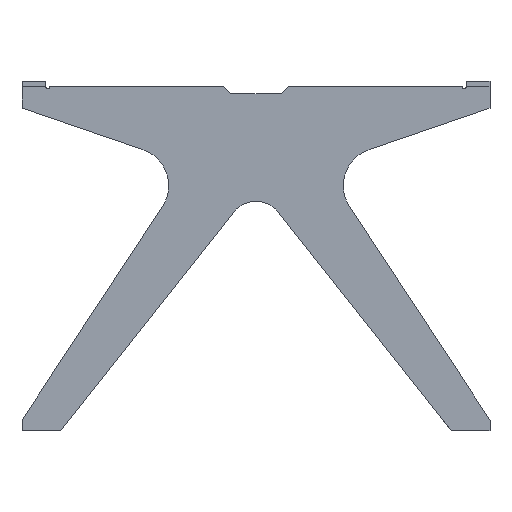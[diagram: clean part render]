
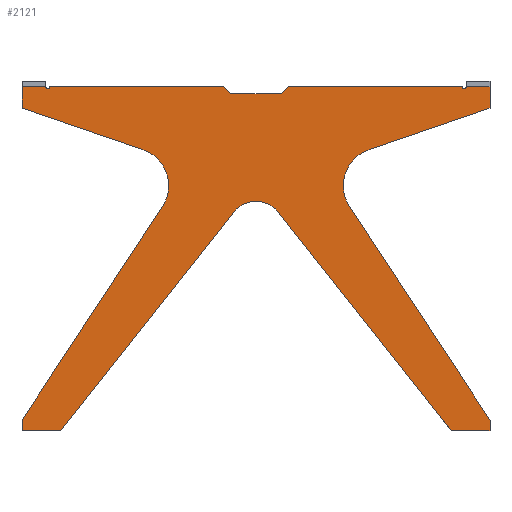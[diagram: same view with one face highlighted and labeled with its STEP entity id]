
A CAD part, left-side view. The second image highlights one B-rep face of the part: STEP entity #2121.
In plain terms, the highlighted planar face has unit normal (-1, 0, 0).
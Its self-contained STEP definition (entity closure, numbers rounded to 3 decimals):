
#61=CARTESIAN_POINT('Vertex',(0.,490.,0.)) ;
#66=CARTESIAN_POINT('Line Origine',(0.,490.,11.)) ;
#70=CARTESIAN_POINT('Vertex',(0.,490.,22.)) ;
#97=CARTESIAN_POINT('Line Origine',(0.,342.938,245.365)) ;
#101=CARTESIAN_POINT('Vertex',(0.,195.876,468.731)) ;
#128=CARTESIAN_POINT('Axis2P3D Location',(0.,262.694,512.723)) ;
#132=CARTESIAN_POINT('Vertex',(0.,236.809,588.42)) ;
#159=CARTESIAN_POINT('Line Origine',(0.,363.404,631.71)) ;
#163=CARTESIAN_POINT('Vertex',(0.,490.,675.)) ;
#203=CARTESIAN_POINT('Vertex',(0.,440.,720.)) ;
#206=CARTESIAN_POINT('Axis2P3D Location',(0.,435.9,720.)) ;
#210=CARTESIAN_POINT('Vertex',(0.,431.8,720.)) ;
#242=CARTESIAN_POINT('Vertex',(0.,67.984,720.)) ;
#247=CARTESIAN_POINT('Line Origine',(0.,60.484,712.5)) ;
#251=CARTESIAN_POINT('Vertex',(0.,52.984,705.)) ;
#278=CARTESIAN_POINT('Line Origine',(0.,26.492,705.)) ;
#282=CARTESIAN_POINT('Vertex',(0.,0.,705.)) ;
#304=CARTESIAN_POINT('Line Origine',(0.,-26.492,705.)) ;
#308=CARTESIAN_POINT('Vertex',(0.,-52.984,705.)) ;
#335=CARTESIAN_POINT('Line Origine',(0.,-60.484,712.5)) ;
#339=CARTESIAN_POINT('Vertex',(0.,-67.984,720.)) ;
#370=CARTESIAN_POINT('Vertex',(0.,-431.8,720.)) ;
#375=CARTESIAN_POINT('Axis2P3D Location',(0.,-435.9,720.)) ;
#379=CARTESIAN_POINT('Vertex',(0.,-440.,720.)) ;
#418=CARTESIAN_POINT('Vertex',(0.,-490.,675.)) ;
#423=CARTESIAN_POINT('Line Origine',(0.,-363.404,631.71)) ;
#427=CARTESIAN_POINT('Vertex',(0.,-236.809,588.42)) ;
#454=CARTESIAN_POINT('Axis2P3D Location',(0.,-262.694,512.723)) ;
#458=CARTESIAN_POINT('Vertex',(0.,-195.876,468.731)) ;
#485=CARTESIAN_POINT('Line Origine',(0.,-342.938,245.365)) ;
#489=CARTESIAN_POINT('Vertex',(0.,-490.,22.)) ;
#516=CARTESIAN_POINT('Line Origine',(0.,-490.,11.)) ;
#520=CARTESIAN_POINT('Vertex',(0.,-490.,0.)) ;
#547=CARTESIAN_POINT('Line Origine',(0.,-449.351,0.)) ;
#551=CARTESIAN_POINT('Vertex',(0.,-408.702,0.)) ;
#582=CARTESIAN_POINT('Vertex',(0.,46.667,457.421)) ;
#587=CARTESIAN_POINT('Line Origine',(0.,227.684,228.71)) ;
#591=CARTESIAN_POINT('Vertex',(0.,408.702,0.)) ;
#613=CARTESIAN_POINT('Line Origine',(0.,449.351,0.)) ;
#663=CARTESIAN_POINT('Line Origine',(0.,-249.892,720.)) ;
#744=CARTESIAN_POINT('Line Origine',(0.,249.892,720.)) ;
#2045=CARTESIAN_POINT('Axis2P3D Location',(0.,0.,0.)) ;
#2050=CARTESIAN_POINT('Line Origine',(0.,465.,720.)) ;
#2054=CARTESIAN_POINT('Vertex',(0.,490.,720.)) ;
#2057=CARTESIAN_POINT('Line Origine',(0.,490.,697.5)) ;
#2062=CARTESIAN_POINT('Axis2P3D Location',(0.,0.,420.485)) ;
#2066=CARTESIAN_POINT('Vertex',(0.,0.,480.)) ;
#2069=CARTESIAN_POINT('Axis2P3D Location',(0.,0.,420.485)) ;
#2073=CARTESIAN_POINT('Vertex',(0.,-46.667,457.421)) ;
#2076=CARTESIAN_POINT('Line Origine',(0.,-227.684,228.71)) ;
#2081=CARTESIAN_POINT('Line Origine',(0.,-490.,697.5)) ;
#2085=CARTESIAN_POINT('Vertex',(0.,-490.,720.)) ;
#2088=CARTESIAN_POINT('Line Origine',(0.,-465.,720.)) ;
#67=DIRECTION('Vector Direction',(0.,0.,1.)) ;
#98=DIRECTION('Vector Direction',(0.,-0.55,0.835)) ;
#129=DIRECTION('Axis2P3D Direction',(1.,0.,0.)) ;
#160=DIRECTION('Vector Direction',(0.,-0.946,-0.324)) ;
#207=DIRECTION('Axis2P3D Direction',(1.,0.,0.)) ;
#248=DIRECTION('Vector Direction',(0.,0.707,0.707)) ;
#279=DIRECTION('Vector Direction',(0.,1.,0.)) ;
#305=DIRECTION('Vector Direction',(0.,-1.,0.)) ;
#336=DIRECTION('Vector Direction',(0.,-0.707,0.707)) ;
#376=DIRECTION('Axis2P3D Direction',(1.,0.,0.)) ;
#424=DIRECTION('Vector Direction',(0.,0.946,-0.324)) ;
#455=DIRECTION('Axis2P3D Direction',(1.,0.,0.)) ;
#486=DIRECTION('Vector Direction',(0.,0.55,0.835)) ;
#517=DIRECTION('Vector Direction',(0.,0.,1.)) ;
#548=DIRECTION('Vector Direction',(0.,1.,0.)) ;
#588=DIRECTION('Vector Direction',(0.,-0.621,0.784)) ;
#614=DIRECTION('Vector Direction',(0.,-1.,0.)) ;
#664=DIRECTION('Vector Direction',(0.,-1.,0.)) ;
#745=DIRECTION('Vector Direction',(0.,1.,0.)) ;
#2046=DIRECTION('Axis2P3D Direction',(1.,0.,0.)) ;
#2047=DIRECTION('Axis2P3D XDirection',(0.,1.,0.)) ;
#2051=DIRECTION('Vector Direction',(0.,-1.,0.)) ;
#2058=DIRECTION('Vector Direction',(0.,0.,-1.)) ;
#2063=DIRECTION('Axis2P3D Direction',(1.,0.,0.)) ;
#2070=DIRECTION('Axis2P3D Direction',(1.,0.,0.)) ;
#2077=DIRECTION('Vector Direction',(0.,0.621,0.784)) ;
#2082=DIRECTION('Vector Direction',(0.,0.,-1.)) ;
#2089=DIRECTION('Vector Direction',(0.,1.,0.)) ;
#130=AXIS2_PLACEMENT_3D('Circle Axis2P3D',#128,#129,$) ;
#208=AXIS2_PLACEMENT_3D('Circle Axis2P3D',#206,#207,$) ;
#377=AXIS2_PLACEMENT_3D('Circle Axis2P3D',#375,#376,$) ;
#456=AXIS2_PLACEMENT_3D('Circle Axis2P3D',#454,#455,$) ;
#2048=AXIS2_PLACEMENT_3D('Plane Axis2P3D',#2045,#2046,#2047) ;
#2064=AXIS2_PLACEMENT_3D('Circle Axis2P3D',#2062,#2063,$) ;
#2071=AXIS2_PLACEMENT_3D('Circle Axis2P3D',#2069,#2070,$) ;
#2094=ORIENTED_EDGE('',*,*,#2056,.T.) ;
#2095=ORIENTED_EDGE('',*,*,#2061,.F.) ;
#2096=ORIENTED_EDGE('',*,*,#165,.F.) ;
#2097=ORIENTED_EDGE('',*,*,#134,.F.) ;
#2098=ORIENTED_EDGE('',*,*,#103,.F.) ;
#2099=ORIENTED_EDGE('',*,*,#72,.F.) ;
#2100=ORIENTED_EDGE('',*,*,#617,.F.) ;
#2101=ORIENTED_EDGE('',*,*,#593,.F.) ;
#2102=ORIENTED_EDGE('',*,*,#2068,.F.) ;
#2103=ORIENTED_EDGE('',*,*,#2075,.F.) ;
#2104=ORIENTED_EDGE('',*,*,#2080,.F.) ;
#2105=ORIENTED_EDGE('',*,*,#553,.F.) ;
#2106=ORIENTED_EDGE('',*,*,#522,.F.) ;
#2107=ORIENTED_EDGE('',*,*,#491,.F.) ;
#2108=ORIENTED_EDGE('',*,*,#460,.F.) ;
#2109=ORIENTED_EDGE('',*,*,#429,.F.) ;
#2110=ORIENTED_EDGE('',*,*,#2087,.F.) ;
#2111=ORIENTED_EDGE('',*,*,#2092,.T.) ;
#2112=ORIENTED_EDGE('',*,*,#381,.F.) ;
#2113=ORIENTED_EDGE('',*,*,#667,.F.) ;
#2114=ORIENTED_EDGE('',*,*,#341,.F.) ;
#2115=ORIENTED_EDGE('',*,*,#310,.F.) ;
#2116=ORIENTED_EDGE('',*,*,#284,.F.) ;
#2117=ORIENTED_EDGE('',*,*,#253,.F.) ;
#2118=ORIENTED_EDGE('',*,*,#748,.F.) ;
#2119=ORIENTED_EDGE('',*,*,#212,.F.) ;
#68=VECTOR('Line Direction',#67,1.) ;
#99=VECTOR('Line Direction',#98,1.) ;
#161=VECTOR('Line Direction',#160,1.) ;
#249=VECTOR('Line Direction',#248,1.) ;
#280=VECTOR('Line Direction',#279,1.) ;
#306=VECTOR('Line Direction',#305,1.) ;
#337=VECTOR('Line Direction',#336,1.) ;
#425=VECTOR('Line Direction',#424,1.) ;
#487=VECTOR('Line Direction',#486,1.) ;
#518=VECTOR('Line Direction',#517,1.) ;
#549=VECTOR('Line Direction',#548,1.) ;
#589=VECTOR('Line Direction',#588,1.) ;
#615=VECTOR('Line Direction',#614,1.) ;
#665=VECTOR('Line Direction',#664,1.) ;
#746=VECTOR('Line Direction',#745,1.) ;
#2052=VECTOR('Line Direction',#2051,1.) ;
#2059=VECTOR('Line Direction',#2058,1.) ;
#2078=VECTOR('Line Direction',#2077,1.) ;
#2083=VECTOR('Line Direction',#2082,1.) ;
#2090=VECTOR('Line Direction',#2089,1.) ;
#2121=ADVANCED_FACE('Corps principal',(#2120),#2049,.F.) ;
#131=CIRCLE('generated circle',#130,80.) ;
#209=CIRCLE('generated circle',#208,4.1) ;
#378=CIRCLE('generated circle',#377,4.1) ;
#457=CIRCLE('generated circle',#456,80.) ;
#2065=CIRCLE('generated circle',#2064,59.515) ;
#2072=CIRCLE('generated circle',#2071,59.515) ;
#72=EDGE_CURVE('',#62,#71,#69,.T.) ;
#103=EDGE_CURVE('',#71,#102,#100,.T.) ;
#134=EDGE_CURVE('',#102,#133,#131,.F.) ;
#165=EDGE_CURVE('',#133,#164,#162,.F.) ;
#212=EDGE_CURVE('',#204,#211,#209,.F.) ;
#253=EDGE_CURVE('',#243,#252,#250,.F.) ;
#284=EDGE_CURVE('',#252,#283,#281,.F.) ;
#310=EDGE_CURVE('',#283,#309,#307,.T.) ;
#341=EDGE_CURVE('',#309,#340,#338,.T.) ;
#381=EDGE_CURVE('',#371,#380,#378,.F.) ;
#429=EDGE_CURVE('',#419,#428,#426,.T.) ;
#460=EDGE_CURVE('',#428,#459,#457,.F.) ;
#491=EDGE_CURVE('',#459,#490,#488,.F.) ;
#522=EDGE_CURVE('',#490,#521,#519,.F.) ;
#553=EDGE_CURVE('',#521,#552,#550,.T.) ;
#593=EDGE_CURVE('',#583,#592,#590,.F.) ;
#617=EDGE_CURVE('',#592,#62,#616,.F.) ;
#667=EDGE_CURVE('',#340,#371,#666,.T.) ;
#748=EDGE_CURVE('',#211,#243,#747,.F.) ;
#2056=EDGE_CURVE('',#204,#2055,#2053,.F.) ;
#2061=EDGE_CURVE('',#164,#2055,#2060,.F.) ;
#2068=EDGE_CURVE('',#2067,#583,#2065,.F.) ;
#2075=EDGE_CURVE('',#2074,#2067,#2072,.F.) ;
#2080=EDGE_CURVE('',#552,#2074,#2079,.T.) ;
#2087=EDGE_CURVE('',#2086,#419,#2084,.T.) ;
#2092=EDGE_CURVE('',#2086,#380,#2091,.T.) ;
#2093=EDGE_LOOP('',(#2094,#2095,#2096,#2097,#2098,#2099,#2100,#2101,#2102,#2103,#2104,#2105,#2106,#2107,#2108,#2109,#2110,#2111,#2112,#2113,#2114,#2115,#2116,#2117,#2118,#2119)) ;
#2120=FACE_OUTER_BOUND('',#2093,.T.) ;
#69=LINE('Line',#66,#68) ;
#100=LINE('Line',#97,#99) ;
#162=LINE('Line',#159,#161) ;
#250=LINE('Line',#247,#249) ;
#281=LINE('Line',#278,#280) ;
#307=LINE('Line',#304,#306) ;
#338=LINE('Line',#335,#337) ;
#426=LINE('Line',#423,#425) ;
#488=LINE('Line',#485,#487) ;
#519=LINE('Line',#516,#518) ;
#550=LINE('Line',#547,#549) ;
#590=LINE('Line',#587,#589) ;
#616=LINE('Line',#613,#615) ;
#666=LINE('Line',#663,#665) ;
#747=LINE('Line',#744,#746) ;
#2053=LINE('Line',#2050,#2052) ;
#2060=LINE('Line',#2057,#2059) ;
#2079=LINE('Line',#2076,#2078) ;
#2084=LINE('Line',#2081,#2083) ;
#2091=LINE('Line',#2088,#2090) ;
#2049=PLANE('Plane',#2048) ;
#62=VERTEX_POINT('',#61) ;
#71=VERTEX_POINT('',#70) ;
#102=VERTEX_POINT('',#101) ;
#133=VERTEX_POINT('',#132) ;
#164=VERTEX_POINT('',#163) ;
#204=VERTEX_POINT('',#203) ;
#211=VERTEX_POINT('',#210) ;
#243=VERTEX_POINT('',#242) ;
#252=VERTEX_POINT('',#251) ;
#283=VERTEX_POINT('',#282) ;
#309=VERTEX_POINT('',#308) ;
#340=VERTEX_POINT('',#339) ;
#371=VERTEX_POINT('',#370) ;
#380=VERTEX_POINT('',#379) ;
#419=VERTEX_POINT('',#418) ;
#428=VERTEX_POINT('',#427) ;
#459=VERTEX_POINT('',#458) ;
#490=VERTEX_POINT('',#489) ;
#521=VERTEX_POINT('',#520) ;
#552=VERTEX_POINT('',#551) ;
#583=VERTEX_POINT('',#582) ;
#592=VERTEX_POINT('',#591) ;
#2055=VERTEX_POINT('',#2054) ;
#2067=VERTEX_POINT('',#2066) ;
#2074=VERTEX_POINT('',#2073) ;
#2086=VERTEX_POINT('',#2085) ;
